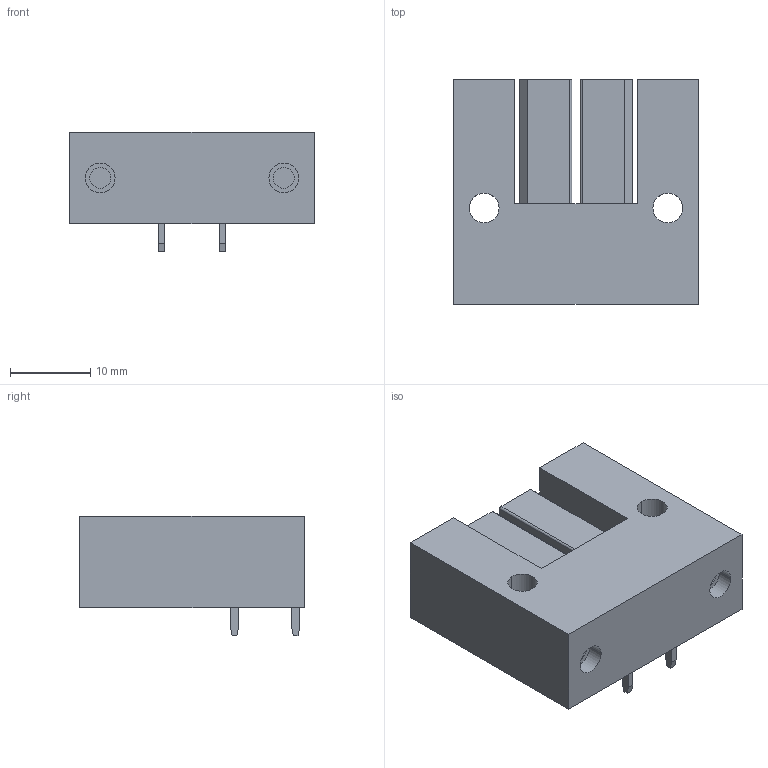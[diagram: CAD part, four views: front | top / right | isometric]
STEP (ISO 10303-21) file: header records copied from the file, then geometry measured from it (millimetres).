
FILE_DESCRIPTION(('CATIA V5 STEP','CAx-IF Rec.Pracs.--- Model Styling and Organization---1.2---2011-12-15'),'2;1');
FILE_NAME ('D1459302_0_1929410000_1929410000.stp','2018-09-06T05:34:12+00:00',('none'),('Weidmueller'),'CATIA Version 5-6 Release 2014','CATIA V5 STEP AP214','none');
FILE_SCHEMA(('AUTOMOTIVE_DESIGN { 1 0 10303 214 1 1 1 1 }'));
Length unit declared in the file: millimetre
Products named in the file (1): 1929410000
Bounding box: 30.48 x 28 x 14.9 mm (x, y, z)
Volume: 6571.5 mm3; surface area: 5375.1 mm2
Topology: 5 solids, 5 shells, 154 faces, 396 edges, 260 vertices
Faces by surface type: plane 114, cylinder 36, cone 4
Entity records: 4365 total; most frequent: ORIENTED_EDGE 792, CARTESIAN_POINT 771, DIRECTION 600, EDGE_CURVE 396, VECTOR 312, LINE 312, VERTEX_POINT 260, AXIS2_PLACEMENT_3D 183
